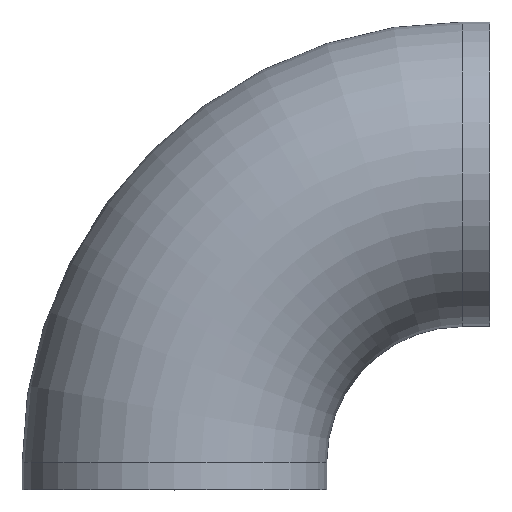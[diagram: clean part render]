
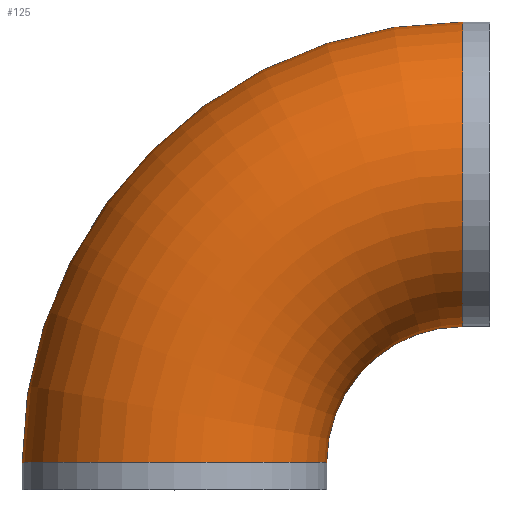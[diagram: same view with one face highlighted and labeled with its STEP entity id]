
A CAD part, top view. The second image highlights one B-rep face of the part: STEP entity #125.
In plain terms, the highlighted toroidal (fillet/blend) face has major radius 265 mm and minor radius 140 mm.
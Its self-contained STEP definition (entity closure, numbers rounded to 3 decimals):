
#87 = VERTEX_POINT( '', #222 );
#93 = VERTEX_POINT( '', #228 );
#103 = EDGE_CURVE( '', #93, #199, #241, .T. );
#125 = ADVANCED_FACE( '', ( #266 ), #267, .T. );
#127 = EDGE_CURVE( '', #159, #87, #269, .T. );
#149 = EDGE_CURVE( '', #159, #199, #292, .T. );
#155 = EDGE_CURVE( '', #93, #87, #299, .T. );
#159 = VERTEX_POINT( '', #303 );
#199 = VERTEX_POINT( '', #349 );
#222 = CARTESIAN_POINT( '', ( 265., 150., 0. ) );
#228 = CARTESIAN_POINT( '', ( 265., 430., 0. ) );
#241 = CIRCLE( '', #384, 405. );
#266 = FACE_OUTER_BOUND( '', #416, .T. );
#267 = TOROIDAL_SURFACE( '', #417, 265., 140. );
#269 = CIRCLE( '', #420, 125. );
#292 = CIRCLE( '', #451, 140. );
#299 = CIRCLE( '', #460, 140. );
#303 = CARTESIAN_POINT( '', ( 140., 25., 0. ) );
#349 = CARTESIAN_POINT( '', ( -140., 25., 0. ) );
#384 = AXIS2_PLACEMENT_3D( '', #560, #561, #562 );
#416 = EDGE_LOOP( '', ( #594, #595, #596, #597 ) );
#417 = AXIS2_PLACEMENT_3D( '', #598, #599, #600 );
#420 = AXIS2_PLACEMENT_3D( '', #601, #602, #603 );
#451 = AXIS2_PLACEMENT_3D( '', #623, #624, #625 );
#460 = AXIS2_PLACEMENT_3D( '', #637, #638, #639 );
#560 = CARTESIAN_POINT( '', ( 265., 25., 0. ) );
#561 = DIRECTION( '', ( 0., 0., 1. ) );
#562 = DIRECTION( '', ( 1., 0., 0. ) );
#594 = ORIENTED_EDGE( '', *, *, #103, .T. );
#595 = ORIENTED_EDGE( '', *, *, #149, .F. );
#596 = ORIENTED_EDGE( '', *, *, #127, .T. );
#597 = ORIENTED_EDGE( '', *, *, #155, .F. );
#598 = CARTESIAN_POINT( '', ( 265., 25., 0. ) );
#599 = DIRECTION( '', ( 0., 0., 1. ) );
#600 = DIRECTION( '', ( 1., 0., 0. ) );
#601 = CARTESIAN_POINT( '', ( 265., 25., 0. ) );
#602 = DIRECTION( '', ( 0., 0., -1. ) );
#603 = DIRECTION( '', ( 1., 0., 0. ) );
#623 = CARTESIAN_POINT( '', ( 0., 25., 0. ) );
#624 = DIRECTION( '', ( 0., -1., 0. ) );
#625 = DIRECTION( '', ( 1., 0., 0. ) );
#637 = CARTESIAN_POINT( '', ( 265., 290., 0. ) );
#638 = DIRECTION( '', ( 1., 0., 0. ) );
#639 = DIRECTION( '', ( 0., -1., 0. ) );
